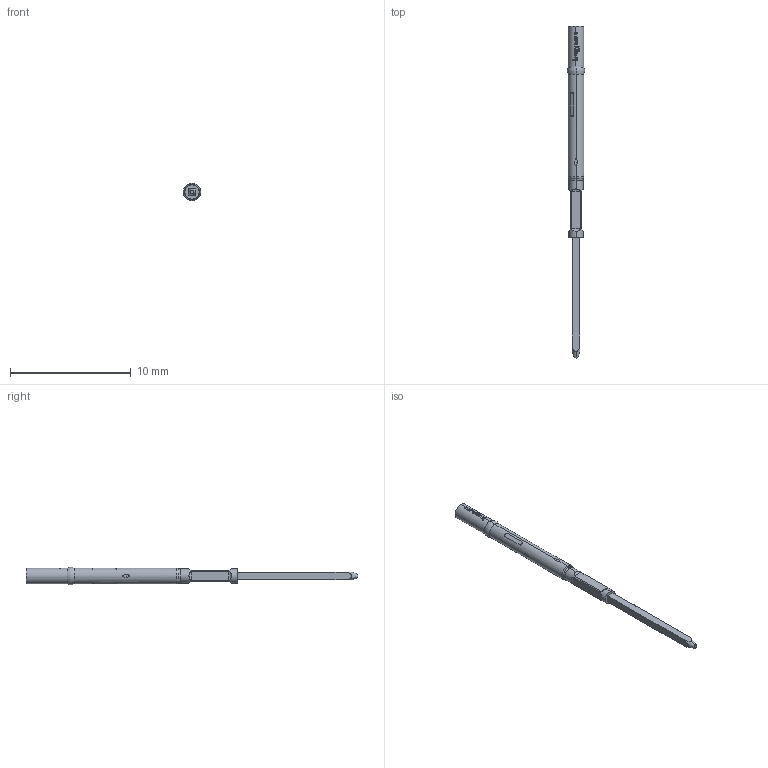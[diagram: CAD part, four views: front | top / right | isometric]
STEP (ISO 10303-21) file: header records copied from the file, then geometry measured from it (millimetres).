
FILE_DESCRIPTION (( 'STEP AP203' ), '1' );
FILE_NAME ('INGUN_KS-001_47_G.STEP', '2022-02-09T05:07:20', ( 'ochi' ), ( '' ), 'SwSTEP 2.0', 'SolidWorks 2018', '' );
FILE_SCHEMA (( 'CONFIG_CONTROL_DESIGN' ));
Length unit declared in the file: millimetre
Products named in the file (1): INGUN_KS-001_47_G
Bounding box: 1.43 x 27.5 x 1.44 mm (x, y, z)
Volume: 25.5 mm3; surface area: 96.3 mm2
Topology: 1 solids, 1 shells, 123 faces, 328 edges, 216 vertices
Faces by surface type: cylinder 49, plane 38, bspline 28, torus 6, cone 2
Entity records: 5491 total; most frequent: CARTESIAN_POINT 2850, ORIENTED_EDGE 656, EDGE_CURVE 328, DIRECTION 324, B_SPLINE_CURVE_WITH_KNOTS 226, VERTEX_POINT 216, EDGE_LOOP 132, AXIS2_PLACEMENT_3D 126
